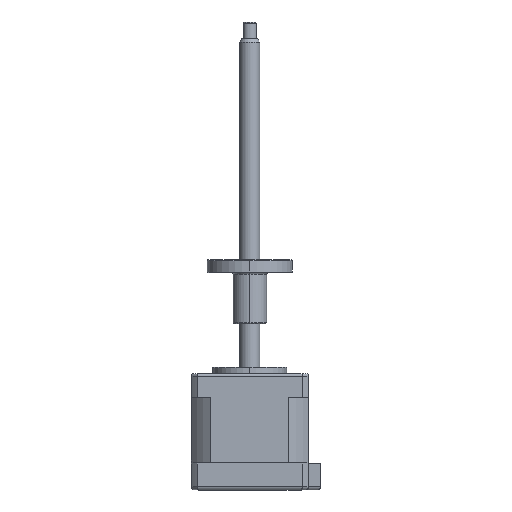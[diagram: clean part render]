
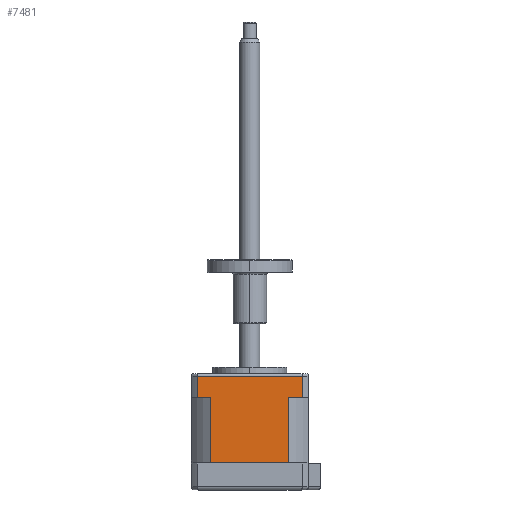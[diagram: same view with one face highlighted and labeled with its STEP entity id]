
A CAD part, top view. The second image highlights one B-rep face of the part: STEP entity #7481.
In plain terms, the highlighted planar face has unit normal (0, 0, 1).
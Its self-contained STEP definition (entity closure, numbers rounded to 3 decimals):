
#193 = CARTESIAN_POINT ( 'NONE',  ( -62.833, 27.954, 36.5 ) ) ;
#507 = CARTESIAN_POINT ( 'NONE',  ( -35.541, 26.654, 36.5 ) ) ;
#632 = CARTESIAN_POINT ( 'NONE',  ( -66.909, 34.254, 36.5 ) ) ;
#759 = CARTESIAN_POINT ( 'NONE',  ( -35.541, 27.954, 36.5 ) ) ;
#890 = CARTESIAN_POINT ( 'NONE',  ( -39.617, 8.354, 36.5 ) ) ;
#1627 = DIRECTION ( 'NONE',  ( 0., 1., 0. ) ) ;
#1722 = DIRECTION ( 'NONE',  ( 1., 0., 0. ) ) ;
#1847 = CARTESIAN_POINT ( 'NONE',  ( -35.541, 34.254, 36.5 ) ) ;
#1916 = CARTESIAN_POINT ( 'NONE',  ( -66.909, 26.654, 36.5 ) ) ;
#1924 = FACE_OUTER_BOUND ( 'NONE', #5495, .T. ) ;
#2124 = VECTOR ( 'NONE', #9560, 1000. ) ;
#2128 = DIRECTION ( 'NONE',  ( 0., -1., 0. ) ) ;
#2188 = VECTOR ( 'NONE', #2732, 1000. ) ;
#2307 = LINE ( 'NONE', #3536, #2188 ) ;
#2321 = VECTOR ( 'NONE', #5054, 1000. ) ;
#2650 = LINE ( 'NONE', #4297, #2321 ) ;
#2732 = DIRECTION ( 'NONE',  ( 0., 1., 0. ) ) ;
#2788 = ORIENTED_EDGE ( 'NONE', *, *, #8705, .F. ) ;
#3029 = VERTEX_POINT ( 'NONE', #5599 ) ;
#3141 = CARTESIAN_POINT ( 'NONE',  ( -39.617, 8.354, 36.5 ) ) ;
#3261 = AXIS2_PLACEMENT_3D ( 'NONE', #8117, #6623, #2128 ) ;
#3385 = LINE ( 'NONE', #507, #3902 ) ;
#3494 = VERTEX_POINT ( 'NONE', #3141 ) ;
#3506 = VECTOR ( 'NONE', #4790, 1000. ) ;
#3536 = CARTESIAN_POINT ( 'NONE',  ( -62.833, 8.354, 36.5 ) ) ;
#3566 = EDGE_CURVE ( 'NONE', #7887, #3694, #3910, .T. ) ;
#3694 = VERTEX_POINT ( 'NONE', #759 ) ;
#3902 = VECTOR ( 'NONE', #6480, 1000. ) ;
#3910 = LINE ( 'NONE', #4015, #3506 ) ;
#4015 = CARTESIAN_POINT ( 'NONE',  ( -35.541, 27.954, 36.5 ) ) ;
#4083 = VERTEX_POINT ( 'NONE', #8803 ) ;
#4297 = CARTESIAN_POINT ( 'NONE',  ( -39.617, 8.354, 36.5 ) ) ;
#4334 = EDGE_CURVE ( 'NONE', #3494, #7887, #8095, .T. ) ;
#4425 = PLANE ( 'NONE',  #3261 ) ;
#4661 = LINE ( 'NONE', #632, #4840 ) ;
#4790 = DIRECTION ( 'NONE',  ( 1., 0., 0. ) ) ;
#4826 = ORIENTED_EDGE ( 'NONE', *, *, #9063, .T. ) ;
#4840 = VECTOR ( 'NONE', #6573, 1000. ) ;
#5000 = CARTESIAN_POINT ( 'NONE',  ( -39.617, 27.954, 36.5 ) ) ;
#5054 = DIRECTION ( 'NONE',  ( -1., 0., 0. ) ) ;
#5238 = EDGE_CURVE ( 'NONE', #3494, #3029, #2650, .T. ) ;
#5261 = EDGE_CURVE ( 'NONE', #3029, #7707, #2307, .T. ) ;
#5495 = EDGE_LOOP ( 'NONE', ( #9487, #9782, #7505, #8207, #2788, #4826, #7885, #5569 ) ) ;
#5569 = ORIENTED_EDGE ( 'NONE', *, *, #5238, .F. ) ;
#5599 = CARTESIAN_POINT ( 'NONE',  ( -62.833, 8.354, 36.5 ) ) ;
#6124 = LINE ( 'NONE', #6948, #8115 ) ;
#6228 = EDGE_CURVE ( 'NONE', #9691, #4083, #4661, .T. ) ;
#6480 = DIRECTION ( 'NONE',  ( 0., 1., 0. ) ) ;
#6573 = DIRECTION ( 'NONE',  ( -1., 0., 0. ) ) ;
#6623 = DIRECTION ( 'NONE',  ( 0., 0., -1. ) ) ;
#6948 = CARTESIAN_POINT ( 'NONE',  ( -35.541, 27.954, 36.5 ) ) ;
#7045 = CARTESIAN_POINT ( 'NONE',  ( -66.909, 27.954, 36.5 ) ) ;
#7195 = EDGE_CURVE ( 'NONE', #3694, #9691, #3385, .T. ) ;
#7481 = ADVANCED_FACE ( 'NONE', ( #1924 ), #4425, .F. ) ;
#7505 = ORIENTED_EDGE ( 'NONE', *, *, #7195, .T. ) ;
#7707 = VERTEX_POINT ( 'NONE', #193 ) ;
#7776 = VERTEX_POINT ( 'NONE', #7045 ) ;
#7866 = VECTOR ( 'NONE', #1627, 1000. ) ;
#7885 = ORIENTED_EDGE ( 'NONE', *, *, #5261, .F. ) ;
#7887 = VERTEX_POINT ( 'NONE', #5000 ) ;
#7900 = LINE ( 'NONE', #1916, #2124 ) ;
#8095 = LINE ( 'NONE', #890, #7866 ) ;
#8115 = VECTOR ( 'NONE', #1722, 1000. ) ;
#8117 = CARTESIAN_POINT ( 'NONE',  ( -39.617, 8.354, 36.5 ) ) ;
#8207 = ORIENTED_EDGE ( 'NONE', *, *, #6228, .T. ) ;
#8705 = EDGE_CURVE ( 'NONE', #7776, #4083, #7900, .T. ) ;
#8803 = CARTESIAN_POINT ( 'NONE',  ( -66.909, 34.254, 36.5 ) ) ;
#9063 = EDGE_CURVE ( 'NONE', #7776, #7707, #6124, .T. ) ;
#9487 = ORIENTED_EDGE ( 'NONE', *, *, #4334, .T. ) ;
#9560 = DIRECTION ( 'NONE',  ( 0., 1., 0. ) ) ;
#9691 = VERTEX_POINT ( 'NONE', #1847 ) ;
#9782 = ORIENTED_EDGE ( 'NONE', *, *, #3566, .T. ) ;
